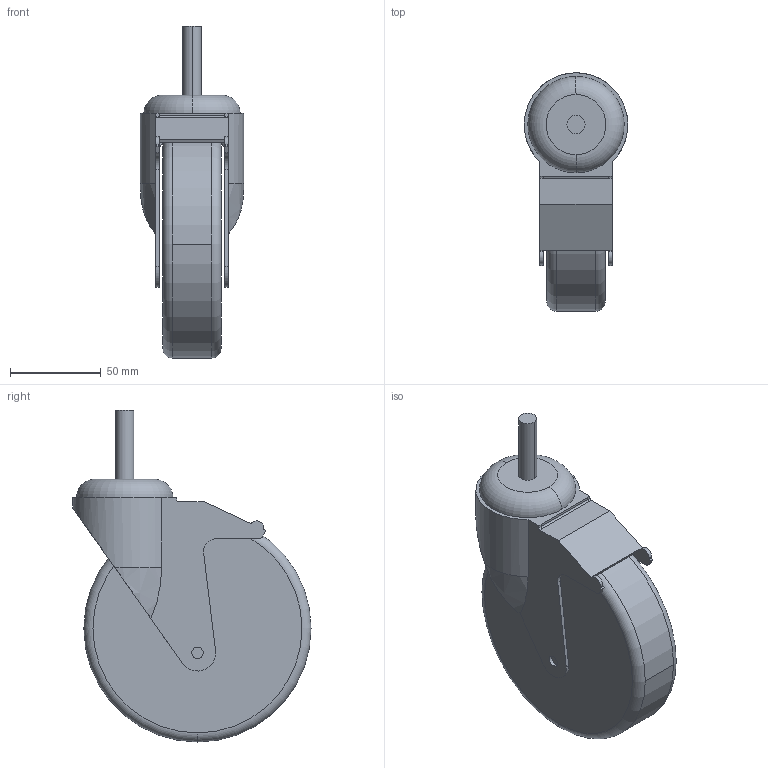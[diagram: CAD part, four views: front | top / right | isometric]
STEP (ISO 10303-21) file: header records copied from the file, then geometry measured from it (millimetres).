
FILE_DESCRIPTION((''),'2;1');
FILE_NAME('13CA8101.stp','2015-07-14T15:48:08',(''),(''),'Mechanical Desktop 2011','Mechanical Desktop 2011',', , ');
FILE_SCHEMA(('AUTOMOTIVE_DESIGN { 1 2 10303 214 1 1 1 1 }'));
Length unit declared in the file: inch
Products named in the file (1): Product
Bounding box: 56.98 x 131 x 182.63 mm (x, y, z)
Volume: 434556.2 mm3; surface area: 67455.4 mm2
Topology: 2 solids, 2 shells, 77 faces, 207 edges, 133 vertices
Faces by surface type: plane 29, cylinder 21, bspline 19, torus 6, cone 2
Entity records: 2632 total; most frequent: CARTESIAN_POINT 647, ORIENTED_EDGE 414, DIRECTION 403, EDGE_CURVE 207, AXIS2_PLACEMENT_3D 145, VERTEX_POINT 133, VECTOR 113, LINE 113
